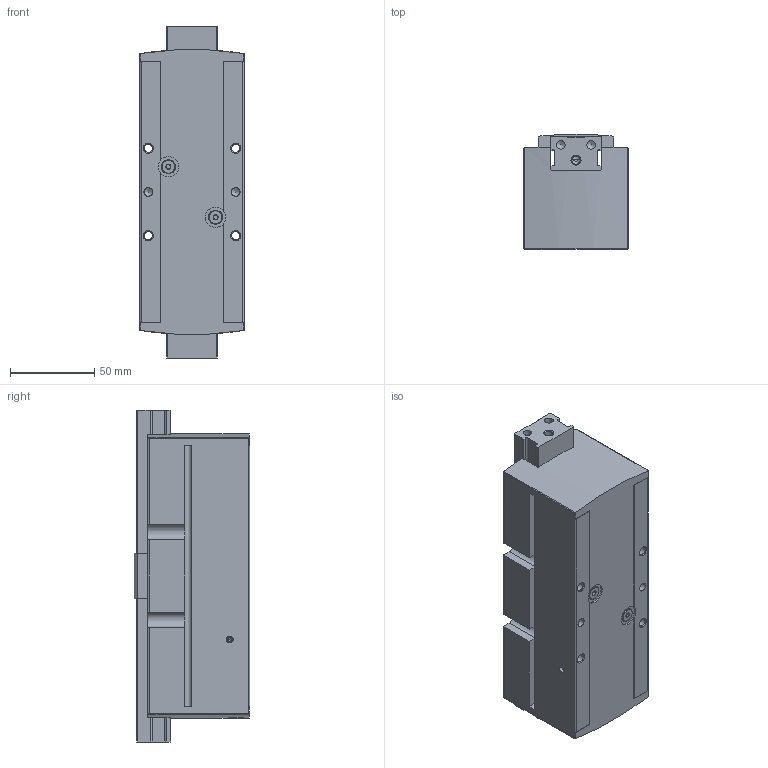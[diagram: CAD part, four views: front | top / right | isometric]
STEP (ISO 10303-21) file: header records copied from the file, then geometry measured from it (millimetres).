
FILE_DESCRIPTION(/* description */ ('STEP AP214'),/* implementation_level */ '2;1');
FILE_NAME(/* name */ '525665_HGPP-32-A-G1',/* time_stamp */ '2024-08-29T06:50:35+02:00',/* author */ ('License CC BY-ND 4.0'),/* organization */ ('CADENAS'),/* preprocessor_version */ 'ST-DEVELOPER v19.3',/* originating_system */ 'PARTsolutions',/* authorisation */ ' ');
FILE_SCHEMA (('AUTOMOTIVE_DESIGN {1 0 10303 214 3 1 1}'));
Length unit declared in the file: millimetre
Products named in the file (5): 525665 HGPP-32-A-G1---(12.5); 525665 HGPP-32-A-G1GR---(5); DIN-914 - M4x10(F); 174308 B-M5-B; HGPP-32-A---(JAW)
Assembly tree (6 placements, depth 2):
  525665 HGPP-32-A-G1---(12.5)
    525665 HGPP-32-A-G1GR---(5)
    DIN-914 - M4x10(F)
    174308 B-M5-B  x2
    HGPP-32-A---(JAW)  x2
Bounding box: 62 x 68.46 x 197.4 mm (x, y, z)
Volume: 626560.9 mm3; surface area: 91316.7 mm2
Topology: 6 solids, 6 shells, 315 faces, 800 edges, 512 vertices
Faces by surface type: plane 144, cylinder 100, cone 69, torus 2
Full cylindrical faces by diameter (mm): 1.567 x4, 2 x1, 3 x4, 3.242 x5, 4 x1, 4.134 x2, 4.917 x10, 5 x12, 5.1 x4, 7.2 x2, 7.6 x1, 8 x5, 8.5 x2, 8.566 x2, 9 x1, 12.1 x2
Entity records: 7965 total; most frequent: CARTESIAN_POINT 1277, DIRECTION 1158, ORIENTED_EDGE 972, EDGE_CURVE 486, AXIS2_PLACEMENT_3D 454, FACE_BOUND 394, VERTEX_POINT 378, EDGE_LOOP 372
